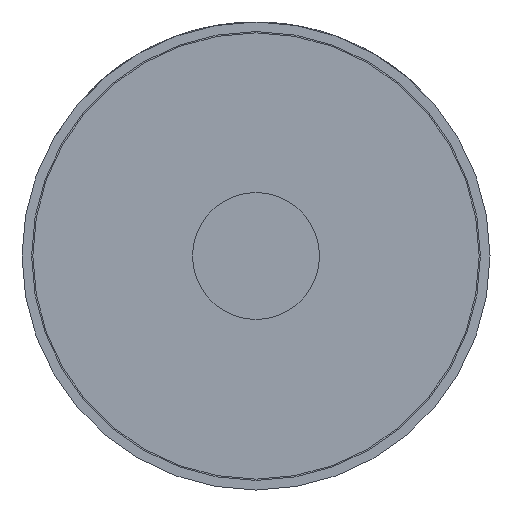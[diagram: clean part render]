
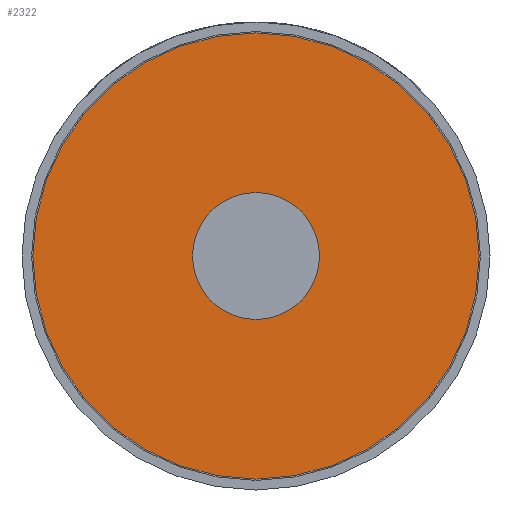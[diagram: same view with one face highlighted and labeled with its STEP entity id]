
A CAD part, front view. The second image highlights one B-rep face of the part: STEP entity #2322.
In plain terms, the highlighted planar face has unit normal (0, -1, 0).
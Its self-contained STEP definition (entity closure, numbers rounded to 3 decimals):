
#71 = AXIS2_PLACEMENT_3D ( 'NONE', #685, #3119, #1529 ) ;
#77 = AXIS2_PLACEMENT_3D ( 'NONE', #2690, #120, #2841 ) ;
#120 = DIRECTION ( 'NONE',  ( 0., -1., 0. ) ) ;
#128 = AXIS2_PLACEMENT_3D ( 'NONE', #1896, #290, #1412 ) ;
#201 = DIRECTION ( 'NONE',  ( 0., -1., 0. ) ) ;
#261 = ORIENTED_EDGE ( 'NONE', *, *, #2215, .T. ) ;
#290 = DIRECTION ( 'NONE',  ( 0., 1., 0. ) ) ;
#462 = CIRCLE ( 'NONE', #77, 1.74 ) ;
#581 = CARTESIAN_POINT ( 'NONE',  ( 0.037, 0.053, 0.495 ) ) ;
#611 = EDGE_LOOP ( 'NONE', ( #2536, #779 ) ) ;
#623 = CIRCLE ( 'NONE', #128, 0.495 ) ;
#685 = CARTESIAN_POINT ( 'NONE',  ( 0.037, 0.053, 0. ) ) ;
#779 = ORIENTED_EDGE ( 'NONE', *, *, #2966, .T. ) ;
#1021 = AXIS2_PLACEMENT_3D ( 'NONE', #2834, #2568, #2326 ) ;
#1224 = FACE_BOUND ( 'NONE', #1611, .T. ) ;
#1412 = DIRECTION ( 'NONE',  ( 0., 0., -1. ) ) ;
#1509 = FACE_OUTER_BOUND ( 'NONE', #611, .T. ) ;
#1529 = DIRECTION ( 'NONE',  ( 0., 0., -1. ) ) ;
#1611 = EDGE_LOOP ( 'NONE', ( #1833, #261 ) ) ;
#1749 = CIRCLE ( 'NONE', #71, 0.495 ) ;
#1802 = AXIS2_PLACEMENT_3D ( 'NONE', #3109, #201, #2067 ) ;
#1806 = CARTESIAN_POINT ( 'NONE',  ( 0.037, 0.053, -0.495 ) ) ;
#1826 = EDGE_CURVE ( 'NONE', #3418, #2216, #623, .T. ) ;
#1833 = ORIENTED_EDGE ( 'NONE', *, *, #1826, .T. ) ;
#1884 = CARTESIAN_POINT ( 'NONE',  ( 0.037, 0.053, -1.74 ) ) ;
#1896 = CARTESIAN_POINT ( 'NONE',  ( 0.037, 0.053, 0. ) ) ;
#1957 = EDGE_CURVE ( 'NONE', #2390, #2127, #2354, .T. ) ;
#2032 = PLANE ( 'NONE',  #1021 ) ;
#2067 = DIRECTION ( 'NONE',  ( 0., 0., -1. ) ) ;
#2127 = VERTEX_POINT ( 'NONE', #2506 ) ;
#2215 = EDGE_CURVE ( 'NONE', #2216, #3418, #1749, .T. ) ;
#2216 = VERTEX_POINT ( 'NONE', #1806 ) ;
#2322 = ADVANCED_FACE ( 'Defeature ausgef�hrt1_4', ( #1224, #1509 ), #2032, .T. ) ;
#2326 = DIRECTION ( 'NONE',  ( 0., 0., -1. ) ) ;
#2354 = CIRCLE ( 'NONE', #1802, 1.74 ) ;
#2390 = VERTEX_POINT ( 'NONE', #1884 ) ;
#2506 = CARTESIAN_POINT ( 'NONE',  ( 0.037, 0.053, 1.74 ) ) ;
#2536 = ORIENTED_EDGE ( 'NONE', *, *, #1957, .T. ) ;
#2568 = DIRECTION ( 'NONE',  ( 0., -1., 0. ) ) ;
#2690 = CARTESIAN_POINT ( 'NONE',  ( 0.037, 0.053, 0. ) ) ;
#2834 = CARTESIAN_POINT ( 'NONE',  ( 0.037, 0.053, 0. ) ) ;
#2841 = DIRECTION ( 'NONE',  ( 0., 0., -1. ) ) ;
#2966 = EDGE_CURVE ( 'NONE', #2127, #2390, #462, .T. ) ;
#3109 = CARTESIAN_POINT ( 'NONE',  ( 0.037, 0.053, 0. ) ) ;
#3119 = DIRECTION ( 'NONE',  ( 0., 1., 0. ) ) ;
#3418 = VERTEX_POINT ( 'NONE', #581 ) ;
